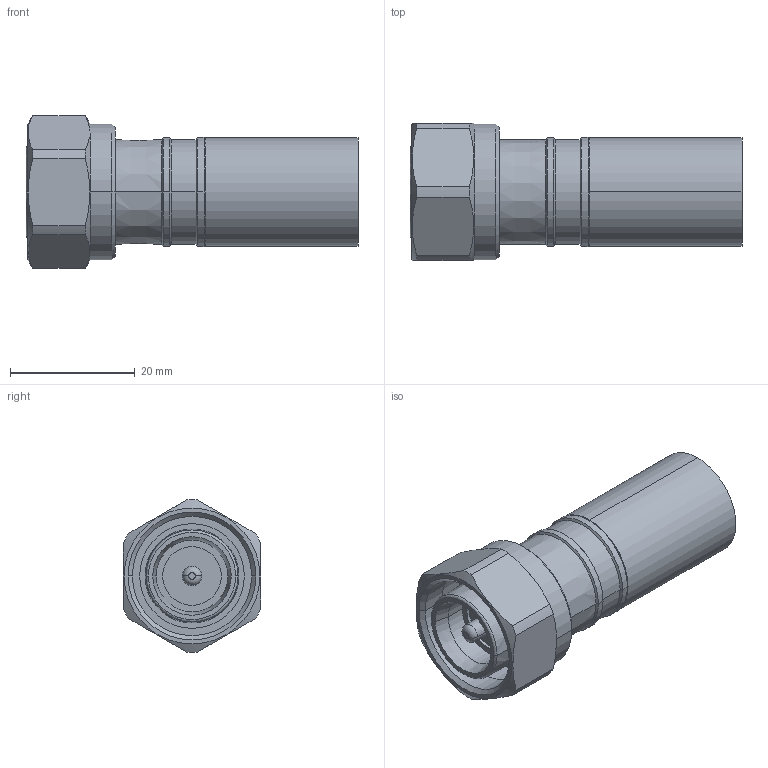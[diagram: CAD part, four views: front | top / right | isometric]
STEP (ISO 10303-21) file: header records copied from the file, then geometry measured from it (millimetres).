
FILE_DESCRIPTION (( 'STEP AP203' ), '1' );
FILE_NAME ('3190-6273.STEP', '2017-07-19T00:44:59', ( '' ), ( '' ), 'SwSTEP 2.0', 'SolidWorks 2017', '' );
FILE_SCHEMA (( 'CONFIG_CONTROL_DESIGN' ));
Length unit declared in the file: millimetre
Products named in the file (1): 3190-6273
Bounding box: 53.29 x 22 x 24.49 mm (x, y, z)
Volume: 8728.9 mm3; surface area: 7855.6 mm2
Topology: 2 solids, 2 shells, 95 faces, 202 edges, 122 vertices
Faces by surface type: cylinder 40, cone 30, plane 21, bspline 2, torus 2
Entity records: 2823 total; most frequent: CARTESIAN_POINT 662, DIRECTION 472, ORIENTED_EDGE 404, EDGE_CURVE 202, AXIS2_PLACEMENT_3D 198, VERTEX_POINT 122, EDGE_LOOP 108, CIRCLE 104
